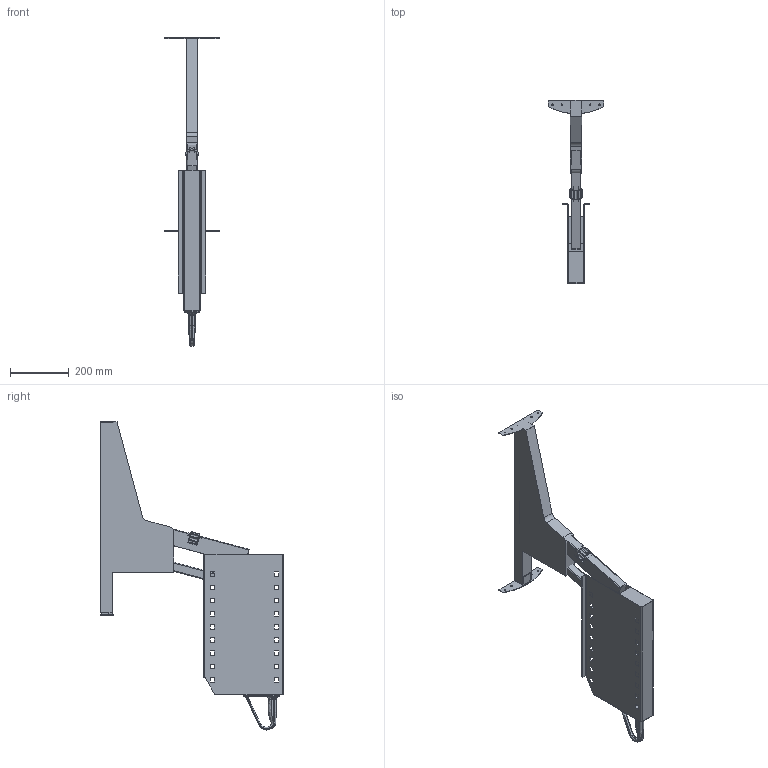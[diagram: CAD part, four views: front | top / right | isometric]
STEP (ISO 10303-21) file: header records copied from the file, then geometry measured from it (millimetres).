
FILE_DESCRIPTION(/* description */ (''),/* implementation_level */ '2;1');
FILE_NAME(/* name */ '3D_500-0351-XX_offen.stp',/* time_stamp */ '2022-03-17T11:13:34+01:00',/* author */ ('as'),/* organization */ (''),/* preprocessor_version */ 'ST-DEVELOPER v18.1',/* originating_system */ 'Autodesk Inventor 2021',/* authorisation */ '');
FILE_SCHEMA (('CONFIG_CONTROL_DESIGN'));
Products named in the file (5): Pegasus Beschlag Liro Typ 1 offen Master 2; Pegasus Beschlag Liro Typ 1 106617_Shrinkwrap_1; Pegasus Beschlag Liro Typ 1 106620_Shrinkwrap_1; Pegasus Beschlag Liro Typ 1 106614_Shrinkwrap_1; Pegasus Beschlag Liro Typ 1 106626_Shrinkwrap_1
Assembly tree (4 placements, depth 2):
  Pegasus Beschlag Liro Typ 1 offen Master 2
    Pegasus Beschlag Liro Typ 1 106617_Shrinkwrap_1
    Pegasus Beschlag Liro Typ 1 106620_Shrinkwrap_1
    Pegasus Beschlag Liro Typ 1 106614_Shrinkwrap_1
    Pegasus Beschlag Liro Typ 1 106626_Shrinkwrap_1
Bounding box: 190 x 624.5 x 1052.1 mm (x, y, z)
Volume: 4991601.8 mm3; surface area: 1099874.8 mm2
Topology: 5 solids, 6 shells, 701 faces, 1812 edges, 1122 vertices
Faces by surface type: plane 272, bspline 199, cylinder 159, torus 56, sphere 8, cone 7
Full cylindrical faces by diameter (mm): 5.5 x8
Entity records: 40696 total; most frequent: CARTESIAN_POINT 23842, ORIENTED_EDGE 3616, DIRECTION 2995, EDGE_CURVE 1808, VERTEX_POINT 1122, AXIS2_PLACEMENT_3D 1005, LINE 985, VECTOR 985
